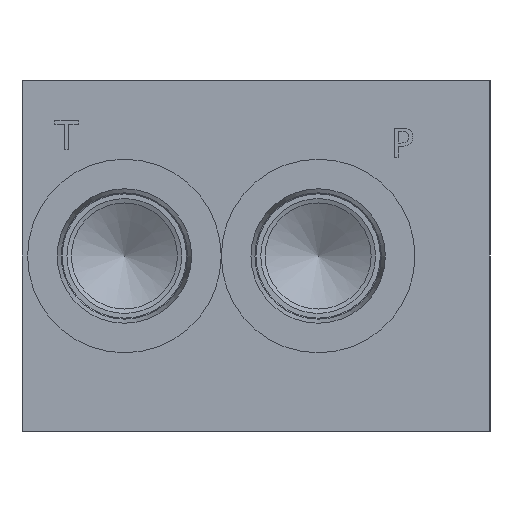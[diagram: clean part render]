
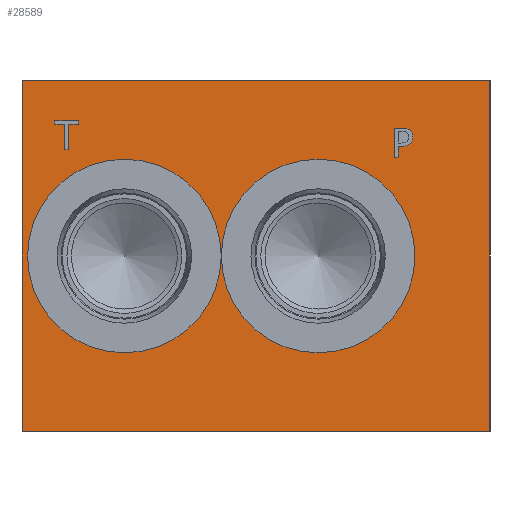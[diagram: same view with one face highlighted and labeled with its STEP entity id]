
A CAD part, left-side view. The second image highlights one B-rep face of the part: STEP entity #28589.
In plain terms, the highlighted planar face has unit normal (-1, 0, 0).
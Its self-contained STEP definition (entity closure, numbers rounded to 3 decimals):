
#432=CIRCLE('',#29814,21.019);
#433=CIRCLE('',#29815,21.019);
#434=CIRCLE('',#29816,21.019);
#435=CIRCLE('',#29817,21.019);
#1267=FACE_BOUND('',#4719,.T.);
#1268=FACE_BOUND('',#4720,.T.);
#1269=FACE_BOUND('',#4721,.T.);
#1270=FACE_BOUND('',#4722,.T.);
#1972=PLANE('',#29813);
#3072=FACE_OUTER_BOUND('',#4718,.T.);
#4718=EDGE_LOOP('',(#23296,#23297,#23298,#23299));
#4719=EDGE_LOOP('',(#23300,#23301));
#4720=EDGE_LOOP('',(#23302,#23303));
#4721=EDGE_LOOP('',(#23304,#23305,#23306,#23307,#23308,#23309,#23310,#23311));
#4722=EDGE_LOOP('',(#23312,#23313,#23314,#23315,#23316,#23317,#23318,#23319,
#23320));
#5568=LINE('',#38082,#7995);
#6072=LINE('',#41356,#8499);
#6879=LINE('',#45449,#9306);
#7281=LINE('',#47644,#9708);
#7284=LINE('',#47650,#9711);
#7287=LINE('',#47656,#9714);
#7290=LINE('',#47662,#9717);
#7293=LINE('',#47668,#9720);
#7297=LINE('',#47709,#9724);
#7298=LINE('',#47720,#9725);
#7299=LINE('',#47722,#9726);
#7300=LINE('',#47724,#9727);
#7301=LINE('',#47726,#9728);
#7302=LINE('',#47728,#9729);
#7303=LINE('',#47730,#9730);
#7304=LINE('',#47732,#9731);
#7305=LINE('',#47733,#9732);
#7995=VECTOR('',#31263,10.);
#8499=VECTOR('',#31961,10.);
#9306=VECTOR('',#33406,10.);
#9708=VECTOR('',#34148,10.);
#9711=VECTOR('',#34153,10.);
#9714=VECTOR('',#34158,10.);
#9717=VECTOR('',#34163,10.);
#9720=VECTOR('',#34168,10.);
#9724=VECTOR('',#34176,10.);
#9725=VECTOR('',#34185,10.);
#9726=VECTOR('',#34186,10.);
#9727=VECTOR('',#34187,10.);
#9728=VECTOR('',#34188,10.);
#9729=VECTOR('',#34189,10.);
#9730=VECTOR('',#34190,10.);
#9731=VECTOR('',#34191,10.);
#9732=VECTOR('',#34192,10.);
#11069=B_SPLINE_CURVE_WITH_KNOTS('',2,(#47611,#47612,#47613,#47614),
 .UNSPECIFIED.,.F.,.F.,(3,1,3),(0.,1.,2.),.UNSPECIFIED.);
#11071=B_SPLINE_CURVE_WITH_KNOTS('',2,(#47632,#47633,#47634,#47635),
 .UNSPECIFIED.,.F.,.F.,(3,1,3),(0.,1.,2.),.UNSPECIFIED.);
#11073=B_SPLINE_CURVE_WITH_KNOTS('',2,(#47681,#47682,#47683,#47684),
 .UNSPECIFIED.,.F.,.F.,(3,1,3),(0.,1.,2.),.UNSPECIFIED.);
#11075=B_SPLINE_CURVE_WITH_KNOTS('',2,(#47699,#47700,#47701,#47702),
 .UNSPECIFIED.,.F.,.F.,(3,1,3),(0.,1.,2.),.UNSPECIFIED.);
#11299=VERTEX_POINT('',#38078);
#11300=VERTEX_POINT('',#38080);
#11956=VERTEX_POINT('',#41353);
#11957=VERTEX_POINT('',#41355);
#13005=VERTEX_POINT('',#47609);
#13006=VERTEX_POINT('',#47610);
#13009=VERTEX_POINT('',#47631);
#13011=VERTEX_POINT('',#47643);
#13013=VERTEX_POINT('',#47649);
#13015=VERTEX_POINT('',#47655);
#13017=VERTEX_POINT('',#47661);
#13019=VERTEX_POINT('',#47667);
#13021=VERTEX_POINT('',#47680);
#13023=VERTEX_POINT('',#47710);
#13024=VERTEX_POINT('',#47711);
#13025=VERTEX_POINT('',#47714);
#13026=VERTEX_POINT('',#47715);
#13027=VERTEX_POINT('',#47718);
#13028=VERTEX_POINT('',#47719);
#13029=VERTEX_POINT('',#47721);
#13030=VERTEX_POINT('',#47723);
#13031=VERTEX_POINT('',#47725);
#13032=VERTEX_POINT('',#47727);
#13033=VERTEX_POINT('',#47729);
#13034=VERTEX_POINT('',#47731);
#14181=EDGE_CURVE('',#11299,#11300,#5568,.T.);
#15005=EDGE_CURVE('',#11956,#11957,#6072,.T.);
#16082=EDGE_CURVE('',#11956,#11299,#6879,.T.);
#16665=EDGE_CURVE('',#13005,#13006,#11069,.T.);
#16669=EDGE_CURVE('',#13009,#13005,#11071,.T.);
#16672=EDGE_CURVE('',#13011,#13009,#7281,.T.);
#16675=EDGE_CURVE('',#13013,#13011,#7284,.T.);
#16678=EDGE_CURVE('',#13015,#13013,#7287,.T.);
#16681=EDGE_CURVE('',#13017,#13015,#7290,.T.);
#16684=EDGE_CURVE('',#13019,#13017,#7293,.T.);
#16687=EDGE_CURVE('',#13021,#13019,#11073,.T.);
#16690=EDGE_CURVE('',#13006,#13021,#11075,.T.);
#16692=EDGE_CURVE('',#11957,#11300,#7297,.T.);
#16693=EDGE_CURVE('',#13023,#13024,#432,.T.);
#16694=EDGE_CURVE('',#13024,#13023,#433,.T.);
#16695=EDGE_CURVE('',#13025,#13026,#434,.T.);
#16696=EDGE_CURVE('',#13026,#13025,#435,.T.);
#16697=EDGE_CURVE('',#13027,#13028,#7298,.T.);
#16698=EDGE_CURVE('',#13028,#13029,#7299,.T.);
#16699=EDGE_CURVE('',#13029,#13030,#7300,.T.);
#16700=EDGE_CURVE('',#13030,#13031,#7301,.T.);
#16701=EDGE_CURVE('',#13031,#13032,#7302,.T.);
#16702=EDGE_CURVE('',#13032,#13033,#7303,.T.);
#16703=EDGE_CURVE('',#13033,#13034,#7304,.T.);
#16704=EDGE_CURVE('',#13034,#13027,#7305,.T.);
#23296=ORIENTED_EDGE('',*,*,#16082,.T.);
#23297=ORIENTED_EDGE('',*,*,#14181,.T.);
#23298=ORIENTED_EDGE('',*,*,#16692,.F.);
#23299=ORIENTED_EDGE('',*,*,#15005,.F.);
#23300=ORIENTED_EDGE('',*,*,#16693,.T.);
#23301=ORIENTED_EDGE('',*,*,#16694,.T.);
#23302=ORIENTED_EDGE('',*,*,#16695,.T.);
#23303=ORIENTED_EDGE('',*,*,#16696,.T.);
#23304=ORIENTED_EDGE('',*,*,#16697,.T.);
#23305=ORIENTED_EDGE('',*,*,#16698,.T.);
#23306=ORIENTED_EDGE('',*,*,#16699,.T.);
#23307=ORIENTED_EDGE('',*,*,#16700,.T.);
#23308=ORIENTED_EDGE('',*,*,#16701,.T.);
#23309=ORIENTED_EDGE('',*,*,#16702,.T.);
#23310=ORIENTED_EDGE('',*,*,#16703,.T.);
#23311=ORIENTED_EDGE('',*,*,#16704,.T.);
#23312=ORIENTED_EDGE('',*,*,#16665,.T.);
#23313=ORIENTED_EDGE('',*,*,#16690,.T.);
#23314=ORIENTED_EDGE('',*,*,#16687,.T.);
#23315=ORIENTED_EDGE('',*,*,#16684,.T.);
#23316=ORIENTED_EDGE('',*,*,#16681,.T.);
#23317=ORIENTED_EDGE('',*,*,#16678,.T.);
#23318=ORIENTED_EDGE('',*,*,#16675,.T.);
#23319=ORIENTED_EDGE('',*,*,#16672,.T.);
#23320=ORIENTED_EDGE('',*,*,#16669,.T.);
#28589=ADVANCED_FACE('',(#3072,#1267,#1268,#1269,#1270),#1972,.T.);
#29813=AXIS2_PLACEMENT_3D('',#47708,#34174,#34175);
#29814=AXIS2_PLACEMENT_3D('',#47712,#34177,#34178);
#29815=AXIS2_PLACEMENT_3D('',#47713,#34179,#34180);
#29816=AXIS2_PLACEMENT_3D('',#47716,#34181,#34182);
#29817=AXIS2_PLACEMENT_3D('',#47717,#34183,#34184);
#31263=DIRECTION('',(0.,0.,1.));
#31961=DIRECTION('',(0.,0.,1.));
#33406=DIRECTION('',(0.,-1.,0.));
#34148=DIRECTION('',(0.,-1.,0.));
#34153=DIRECTION('',(0.,0.,1.));
#34158=DIRECTION('',(0.,1.,0.));
#34163=DIRECTION('',(0.,0.,-1.));
#34168=DIRECTION('',(0.,1.,0.));
#34174=DIRECTION('center_axis',(-1.,0.,0.));
#34175=DIRECTION('ref_axis',(0.,-1.,0.));
#34176=DIRECTION('',(0.,-1.,0.));
#34177=DIRECTION('center_axis',(1.,0.,0.));
#34178=DIRECTION('ref_axis',(0.,0.,1.));
#34179=DIRECTION('center_axis',(1.,0.,0.));
#34180=DIRECTION('ref_axis',(0.,0.,1.));
#34181=DIRECTION('center_axis',(1.,0.,0.));
#34182=DIRECTION('ref_axis',(0.,0.,1.));
#34183=DIRECTION('center_axis',(1.,0.,0.));
#34184=DIRECTION('ref_axis',(0.,0.,1.));
#34185=DIRECTION('',(0.,1.,0.));
#34186=DIRECTION('',(0.,0.,1.));
#34187=DIRECTION('',(0.,1.,0.));
#34188=DIRECTION('',(0.,0.,1.));
#34189=DIRECTION('',(0.,-1.,0.));
#34190=DIRECTION('',(0.,0.,-1.));
#34191=DIRECTION('',(0.,1.,0.));
#34192=DIRECTION('',(0.,0.,-1.));
#38078=CARTESIAN_POINT('',(0.,0.,0.));
#38080=CARTESIAN_POINT('',(0.,0.,76.2));
#38082=CARTESIAN_POINT('',(0.,0.,0.));
#41353=CARTESIAN_POINT('',(0.,101.6,0.));
#41355=CARTESIAN_POINT('',(0.,101.6,76.2));
#41356=CARTESIAN_POINT('',(0.,101.6,0.));
#45449=CARTESIAN_POINT('',(0.,101.6,0.));
#47609=CARTESIAN_POINT('',(0.,17.531,65.485));
#47610=CARTESIAN_POINT('',(0.,16.774,63.967));
#47611=CARTESIAN_POINT('Ctrl Pts',(0.,17.531,65.485));
#47612=CARTESIAN_POINT('Ctrl Pts',(0.,17.176,65.243));
#47613=CARTESIAN_POINT('Ctrl Pts',(0.,16.774,64.497));
#47614=CARTESIAN_POINT('Ctrl Pts',(0.,16.774,63.967));
#47631=CARTESIAN_POINT('',(0.,19.193,65.881));
#47632=CARTESIAN_POINT('Ctrl Pts',(0.,19.193,65.881));
#47633=CARTESIAN_POINT('Ctrl Pts',(0.,18.627,65.881));
#47634=CARTESIAN_POINT('Ctrl Pts',(0.,17.834,65.696));
#47635=CARTESIAN_POINT('Ctrl Pts',(0.,17.531,65.485));
#47643=CARTESIAN_POINT('',(0.,20.788,65.881));
#47644=CARTESIAN_POINT('',(0.,61.194,65.881));
#47649=CARTESIAN_POINT('',(0.,20.788,59.531));
#47650=CARTESIAN_POINT('',(0.,20.788,29.766));
#47655=CARTESIAN_POINT('',(0.,19.944,59.531));
#47656=CARTESIAN_POINT('',(0.,60.772,59.531));
#47661=CARTESIAN_POINT('',(0.,19.944,61.898));
#47662=CARTESIAN_POINT('',(0.,19.944,30.949));
#47667=CARTESIAN_POINT('',(0.,19.229,61.898));
#47668=CARTESIAN_POINT('',(0.,60.414,61.898));
#47680=CARTESIAN_POINT('',(0.,17.33,62.557));
#47681=CARTESIAN_POINT('Ctrl Pts',(0.,17.33,62.557));
#47682=CARTESIAN_POINT('Ctrl Pts',(0.,17.659,62.233));
#47683=CARTESIAN_POINT('Ctrl Pts',(0.,18.55,61.898));
#47684=CARTESIAN_POINT('Ctrl Pts',(0.,19.229,61.898));
#47699=CARTESIAN_POINT('Ctrl Pts',(0.,16.774,63.967));
#47700=CARTESIAN_POINT('Ctrl Pts',(0.,16.774,63.555));
#47701=CARTESIAN_POINT('Ctrl Pts',(0.,17.068,62.814));
#47702=CARTESIAN_POINT('Ctrl Pts',(0.,17.33,62.557));
#47708=CARTESIAN_POINT('Origin',(0.,101.6,0.));
#47709=CARTESIAN_POINT('',(0.,101.6,76.2));
#47710=CARTESIAN_POINT('',(0.,79.375,59.119));
#47711=CARTESIAN_POINT('',(0.,79.375,17.082));
#47712=CARTESIAN_POINT('Origin',(0.,79.375,38.1));
#47713=CARTESIAN_POINT('Origin',(0.,79.375,38.1));
#47714=CARTESIAN_POINT('',(0.,37.313,59.119));
#47715=CARTESIAN_POINT('',(0.,37.313,17.082));
#47716=CARTESIAN_POINT('Origin',(0.,37.313,38.1));
#47717=CARTESIAN_POINT('Origin',(0.,37.313,38.1));
#47718=CARTESIAN_POINT('',(0.,91.487,61.119));
#47719=CARTESIAN_POINT('',(0.,92.331,61.119));
#47720=CARTESIAN_POINT('',(0.,96.544,61.119));
#47721=CARTESIAN_POINT('',(0.,92.331,66.717));
#47722=CARTESIAN_POINT('',(0.,92.331,30.559));
#47723=CARTESIAN_POINT('',(0.,94.461,66.717));
#47724=CARTESIAN_POINT('',(0.,96.966,66.717));
#47725=CARTESIAN_POINT('',(0.,94.461,67.469));
#47726=CARTESIAN_POINT('',(0.,94.461,33.359));
#47727=CARTESIAN_POINT('',(0.,89.357,67.469));
#47728=CARTESIAN_POINT('',(0.,98.031,67.469));
#47729=CARTESIAN_POINT('',(0.,89.357,66.717));
#47730=CARTESIAN_POINT('',(0.,89.357,33.734));
#47731=CARTESIAN_POINT('',(0.,91.487,66.717));
#47732=CARTESIAN_POINT('',(0.,95.478,66.717));
#47733=CARTESIAN_POINT('',(0.,91.487,33.359));
